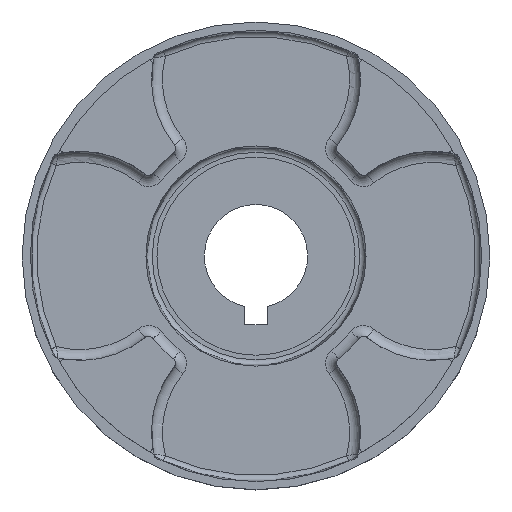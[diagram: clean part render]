
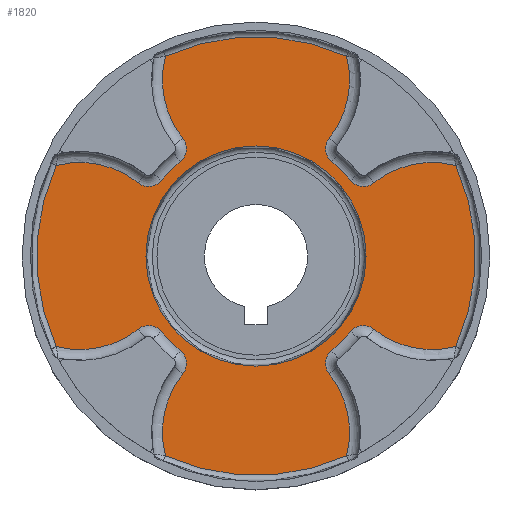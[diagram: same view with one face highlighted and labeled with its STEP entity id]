
A CAD part, top view. The second image highlights one B-rep face of the part: STEP entity #1820.
In plain terms, the highlighted planar face has unit normal (0, 0, 1).
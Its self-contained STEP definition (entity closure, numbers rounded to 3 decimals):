
#106=FACE_BOUND('',#375,.T.);
#128=PLANE('',#2097);
#260=FACE_OUTER_BOUND('',#374,.T.);
#374=EDGE_LOOP('',(#1620,#1621,#1622,#1623,#1624,#1625,#1626,#1627,#1628,
#1629,#1630,#1631,#1632,#1633,#1634,#1635,#1636,#1637,#1638,#1639,#1640,
#1641,#1642,#1643));
#375=EDGE_LOOP('',(#1644,#1645));
#595=CIRCLE('',#1982,39.843);
#598=CIRCLE('',#1986,17.);
#601=CIRCLE('',#1990,39.843);
#603=CIRCLE('',#1993,17.);
#606=CIRCLE('',#1997,39.843);
#608=CIRCLE('',#2000,17.);
#612=CIRCLE('',#2006,39.843);
#616=CIRCLE('',#2012,17.);
#620=CIRCLE('',#2018,17.);
#627=CIRCLE('',#2027,20.);
#628=CIRCLE('',#2028,20.);
#632=CIRCLE('',#2040,17.);
#634=CIRCLE('',#2043,17.);
#636=CIRCLE('',#2046,3.);
#639=CIRCLE('',#2050,22.);
#641=CIRCLE('',#2053,3.);
#644=CIRCLE('',#2057,3.);
#647=CIRCLE('',#2061,22.);
#649=CIRCLE('',#2064,3.);
#652=CIRCLE('',#2068,17.);
#654=CIRCLE('',#2071,3.);
#657=CIRCLE('',#2075,22.);
#659=CIRCLE('',#2078,3.);
#662=CIRCLE('',#2082,3.);
#665=CIRCLE('',#2086,22.);
#667=CIRCLE('',#2089,3.);
#801=VERTEX_POINT('',#3457);
#805=VERTEX_POINT('',#3524);
#806=VERTEX_POINT('',#3557);
#807=VERTEX_POINT('',#3566);
#808=VERTEX_POINT('',#3570);
#809=VERTEX_POINT('',#3603);
#810=VERTEX_POINT('',#3612);
#811=VERTEX_POINT('',#3616);
#812=VERTEX_POINT('',#3656);
#815=VERTEX_POINT('',#3716);
#819=VERTEX_POINT('',#3783);
#822=VERTEX_POINT('',#3850);
#825=VERTEX_POINT('',#3953);
#830=VERTEX_POINT('',#3967);
#831=VERTEX_POINT('',#3968);
#834=VERTEX_POINT('',#3988);
#835=VERTEX_POINT('',#3992);
#837=VERTEX_POINT('',#3997);
#839=VERTEX_POINT('',#4003);
#841=VERTEX_POINT('',#4012);
#843=VERTEX_POINT('',#4018);
#844=VERTEX_POINT('',#4026);
#846=VERTEX_POINT('',#4031);
#848=VERTEX_POINT('',#4037);
#850=VERTEX_POINT('',#4046);
#852=VERTEX_POINT('',#4052);
#1025=EDGE_CURVE('',#801,#805,#595,.T.);
#1029=EDGE_CURVE('',#806,#807,#598,.T.);
#1032=EDGE_CURVE('',#808,#806,#601,.T.);
#1035=EDGE_CURVE('',#809,#810,#603,.T.);
#1038=EDGE_CURVE('',#811,#809,#606,.T.);
#1041=EDGE_CURVE('',#812,#808,#608,.T.);
#1051=EDGE_CURVE('',#815,#819,#612,.T.);
#1059=EDGE_CURVE('',#805,#822,#616,.T.);
#1068=EDGE_CURVE('',#819,#825,#620,.T.);
#1075=EDGE_CURVE('',#830,#831,#627,.T.);
#1077=EDGE_CURVE('',#831,#830,#628,.T.);
#1085=EDGE_CURVE('',#834,#801,#632,.T.);
#1087=EDGE_CURVE('',#835,#815,#634,.T.);
#1089=EDGE_CURVE('',#837,#835,#636,.T.);
#1092=EDGE_CURVE('',#839,#837,#639,.T.);
#1094=EDGE_CURVE('',#822,#839,#641,.T.);
#1097=EDGE_CURVE('',#841,#834,#644,.T.);
#1100=EDGE_CURVE('',#843,#841,#647,.T.);
#1102=EDGE_CURVE('',#807,#843,#649,.T.);
#1105=EDGE_CURVE('',#844,#811,#652,.T.);
#1107=EDGE_CURVE('',#846,#844,#654,.T.);
#1110=EDGE_CURVE('',#848,#846,#657,.T.);
#1112=EDGE_CURVE('',#825,#848,#659,.T.);
#1115=EDGE_CURVE('',#850,#812,#662,.T.);
#1118=EDGE_CURVE('',#852,#850,#665,.T.);
#1120=EDGE_CURVE('',#810,#852,#667,.T.);
#1620=ORIENTED_EDGE('',*,*,#1087,.F.);
#1621=ORIENTED_EDGE('',*,*,#1089,.F.);
#1622=ORIENTED_EDGE('',*,*,#1092,.F.);
#1623=ORIENTED_EDGE('',*,*,#1094,.F.);
#1624=ORIENTED_EDGE('',*,*,#1059,.F.);
#1625=ORIENTED_EDGE('',*,*,#1025,.F.);
#1626=ORIENTED_EDGE('',*,*,#1085,.F.);
#1627=ORIENTED_EDGE('',*,*,#1097,.F.);
#1628=ORIENTED_EDGE('',*,*,#1100,.F.);
#1629=ORIENTED_EDGE('',*,*,#1102,.F.);
#1630=ORIENTED_EDGE('',*,*,#1029,.F.);
#1631=ORIENTED_EDGE('',*,*,#1032,.F.);
#1632=ORIENTED_EDGE('',*,*,#1041,.F.);
#1633=ORIENTED_EDGE('',*,*,#1115,.F.);
#1634=ORIENTED_EDGE('',*,*,#1118,.F.);
#1635=ORIENTED_EDGE('',*,*,#1120,.F.);
#1636=ORIENTED_EDGE('',*,*,#1035,.F.);
#1637=ORIENTED_EDGE('',*,*,#1038,.F.);
#1638=ORIENTED_EDGE('',*,*,#1105,.F.);
#1639=ORIENTED_EDGE('',*,*,#1107,.F.);
#1640=ORIENTED_EDGE('',*,*,#1110,.F.);
#1641=ORIENTED_EDGE('',*,*,#1112,.F.);
#1642=ORIENTED_EDGE('',*,*,#1068,.F.);
#1643=ORIENTED_EDGE('',*,*,#1051,.F.);
#1644=ORIENTED_EDGE('',*,*,#1075,.F.);
#1645=ORIENTED_EDGE('',*,*,#1077,.F.);
#1820=ADVANCED_FACE('',(#260,#106),#128,.T.);
#1982=AXIS2_PLACEMENT_3D('',#3525,#2433,#2434);
#1986=AXIS2_PLACEMENT_3D('',#3567,#2441,#2442);
#1990=AXIS2_PLACEMENT_3D('',#3572,#2449,#2450);
#1993=AXIS2_PLACEMENT_3D('',#3613,#2455,#2456);
#1997=AXIS2_PLACEMENT_3D('',#3618,#2463,#2464);
#2000=AXIS2_PLACEMENT_3D('',#3658,#2469,#2470);
#2006=AXIS2_PLACEMENT_3D('',#3784,#2481,#2482);
#2012=AXIS2_PLACEMENT_3D('',#3851,#2495,#2496);
#2018=AXIS2_PLACEMENT_3D('',#3954,#2509,#2510);
#2027=AXIS2_PLACEMENT_3D('',#3969,#2527,#2528);
#2028=AXIS2_PLACEMENT_3D('',#3971,#2530,#2531);
#2040=AXIS2_PLACEMENT_3D('',#3990,#2558,#2559);
#2043=AXIS2_PLACEMENT_3D('',#3994,#2564,#2565);
#2046=AXIS2_PLACEMENT_3D('',#3999,#2570,#2571);
#2050=AXIS2_PLACEMENT_3D('',#4005,#2578,#2579);
#2053=AXIS2_PLACEMENT_3D('',#4008,#2584,#2585);
#2057=AXIS2_PLACEMENT_3D('',#4014,#2592,#2593);
#2061=AXIS2_PLACEMENT_3D('',#4020,#2600,#2601);
#2064=AXIS2_PLACEMENT_3D('',#4023,#2606,#2607);
#2068=AXIS2_PLACEMENT_3D('',#4028,#2614,#2615);
#2071=AXIS2_PLACEMENT_3D('',#4033,#2620,#2621);
#2075=AXIS2_PLACEMENT_3D('',#4039,#2628,#2629);
#2078=AXIS2_PLACEMENT_3D('',#4042,#2634,#2635);
#2082=AXIS2_PLACEMENT_3D('',#4048,#2642,#2643);
#2086=AXIS2_PLACEMENT_3D('',#4054,#2650,#2651);
#2089=AXIS2_PLACEMENT_3D('',#4057,#2656,#2657);
#2097=AXIS2_PLACEMENT_3D('',#4069,#2676,#2677);
#2433=DIRECTION('center_axis',(0.,0.,-1.));
#2434=DIRECTION('ref_axis',(0.,-1.,0.));
#2441=DIRECTION('center_axis',(0.,0.,-1.));
#2442=DIRECTION('ref_axis',(-0.218,-0.976,0.));
#2449=DIRECTION('center_axis',(0.,0.,-1.));
#2450=DIRECTION('ref_axis',(1.,0.,0.));
#2455=DIRECTION('center_axis',(0.,0.,-1.));
#2456=DIRECTION('ref_axis',(0.976,-0.218,0.));
#2463=DIRECTION('center_axis',(0.,0.,-1.));
#2464=DIRECTION('ref_axis',(0.,1.,0.));
#2469=DIRECTION('center_axis',(0.,0.,-1.));
#2470=DIRECTION('ref_axis',(-0.218,0.976,0.));
#2481=DIRECTION('center_axis',(0.,0.,-1.));
#2482=DIRECTION('ref_axis',(-1.,0.,0.));
#2495=DIRECTION('center_axis',(0.,0.,-1.));
#2496=DIRECTION('ref_axis',(-0.976,0.218,0.));
#2509=DIRECTION('center_axis',(0.,0.,-1.));
#2510=DIRECTION('ref_axis',(0.218,0.976,0.));
#2527=DIRECTION('center_axis',(0.,0.,1.));
#2528=DIRECTION('ref_axis',(1.,0.,0.));
#2530=DIRECTION('center_axis',(0.,0.,1.));
#2531=DIRECTION('ref_axis',(1.,0.,0.));
#2558=DIRECTION('center_axis',(0.,0.,-1.));
#2559=DIRECTION('ref_axis',(0.976,0.218,0.));
#2564=DIRECTION('center_axis',(0.,0.,-1.));
#2565=DIRECTION('ref_axis',(0.218,-0.976,0.));
#2570=DIRECTION('center_axis',(0.,0.,1.));
#2571=DIRECTION('ref_axis',(0.111,0.994,0.));
#2578=DIRECTION('center_axis',(0.,0.,-1.));
#2579=DIRECTION('ref_axis',(-0.707,-0.707,0.));
#2584=DIRECTION('center_axis',(0.,0.,1.));
#2585=DIRECTION('ref_axis',(0.994,0.111,0.));
#2592=DIRECTION('center_axis',(0.,0.,1.));
#2593=DIRECTION('ref_axis',(-0.994,0.111,0.));
#2600=DIRECTION('center_axis',(0.,0.,-1.));
#2601=DIRECTION('ref_axis',(0.707,-0.707,0.));
#2606=DIRECTION('center_axis',(0.,0.,1.));
#2607=DIRECTION('ref_axis',(-0.111,0.994,0.));
#2614=DIRECTION('center_axis',(0.,0.,-1.));
#2615=DIRECTION('ref_axis',(-0.976,-0.218,0.));
#2620=DIRECTION('center_axis',(0.,0.,1.));
#2621=DIRECTION('ref_axis',(0.994,-0.111,0.));
#2628=DIRECTION('center_axis',(0.,0.,-1.));
#2629=DIRECTION('ref_axis',(-0.707,0.707,0.));
#2634=DIRECTION('center_axis',(0.,0.,1.));
#2635=DIRECTION('ref_axis',(0.111,-0.994,0.));
#2642=DIRECTION('center_axis',(0.,0.,1.));
#2643=DIRECTION('ref_axis',(-0.111,-0.994,0.));
#2650=DIRECTION('center_axis',(0.,0.,-1.));
#2651=DIRECTION('ref_axis',(0.707,0.707,0.));
#2656=DIRECTION('center_axis',(0.,0.,1.));
#2657=DIRECTION('ref_axis',(-0.994,-0.111,0.));
#2676=DIRECTION('center_axis',(0.,0.,1.));
#2677=DIRECTION('ref_axis',(1.,0.,0.));
#3457=CARTESIAN_POINT('',(16.45,-36.288,36.));
#3524=CARTESIAN_POINT('',(-16.45,-36.288,36.));
#3525=CARTESIAN_POINT('Origin',(0.,0.,36.));
#3557=CARTESIAN_POINT('',(36.288,-16.45,36.));
#3566=CARTESIAN_POINT('',(21.388,-13.281,36.));
#3567=CARTESIAN_POINT('Origin',(32.,0.,36.));
#3570=CARTESIAN_POINT('',(36.288,16.45,36.));
#3572=CARTESIAN_POINT('Origin',(0.,0.,36.));
#3603=CARTESIAN_POINT('',(16.45,36.288,36.));
#3612=CARTESIAN_POINT('',(13.281,21.388,36.));
#3613=CARTESIAN_POINT('Origin',(0.,32.,36.));
#3616=CARTESIAN_POINT('',(-16.45,36.288,36.));
#3618=CARTESIAN_POINT('Origin',(0.,0.,36.));
#3656=CARTESIAN_POINT('',(21.388,13.281,36.));
#3658=CARTESIAN_POINT('Origin',(32.,0.,36.));
#3716=CARTESIAN_POINT('',(-36.288,-16.45,36.));
#3783=CARTESIAN_POINT('',(-36.288,16.45,36.));
#3784=CARTESIAN_POINT('Origin',(0.,0.,36.));
#3850=CARTESIAN_POINT('',(-13.281,-21.388,36.));
#3851=CARTESIAN_POINT('Origin',(0.,-32.,36.));
#3953=CARTESIAN_POINT('',(-21.388,13.281,36.));
#3954=CARTESIAN_POINT('Origin',(-32.,0.,36.));
#3967=CARTESIAN_POINT('',(20.,0.,36.));
#3968=CARTESIAN_POINT('',(-20.,0.,36.));
#3969=CARTESIAN_POINT('Origin',(0.,0.,36.));
#3971=CARTESIAN_POINT('Origin',(0.,0.,36.));
#3988=CARTESIAN_POINT('',(13.281,-21.388,36.));
#3990=CARTESIAN_POINT('Origin',(0.,-32.,36.));
#3992=CARTESIAN_POINT('',(-21.388,-13.281,36.));
#3994=CARTESIAN_POINT('Origin',(-32.,0.,36.));
#3997=CARTESIAN_POINT('',(-17.174,-13.75,36.));
#3999=CARTESIAN_POINT('Origin',(-19.516,-15.625,36.));
#4003=CARTESIAN_POINT('',(-13.75,-17.174,36.));
#4005=CARTESIAN_POINT('Origin',(0.,0.,36.));
#4008=CARTESIAN_POINT('Origin',(-15.625,-19.516,36.));
#4012=CARTESIAN_POINT('',(13.75,-17.174,36.));
#4014=CARTESIAN_POINT('Origin',(15.625,-19.516,36.));
#4018=CARTESIAN_POINT('',(17.174,-13.75,36.));
#4020=CARTESIAN_POINT('Origin',(0.,0.,36.));
#4023=CARTESIAN_POINT('Origin',(19.516,-15.625,36.));
#4026=CARTESIAN_POINT('',(-13.281,21.388,36.));
#4028=CARTESIAN_POINT('Origin',(0.,32.,36.));
#4031=CARTESIAN_POINT('',(-13.75,17.174,36.));
#4033=CARTESIAN_POINT('Origin',(-15.625,19.516,36.));
#4037=CARTESIAN_POINT('',(-17.174,13.75,36.));
#4039=CARTESIAN_POINT('Origin',(0.,0.,36.));
#4042=CARTESIAN_POINT('Origin',(-19.516,15.625,36.));
#4046=CARTESIAN_POINT('',(17.174,13.75,36.));
#4048=CARTESIAN_POINT('Origin',(19.516,15.625,36.));
#4052=CARTESIAN_POINT('',(13.75,17.174,36.));
#4054=CARTESIAN_POINT('Origin',(0.,0.,36.));
#4057=CARTESIAN_POINT('Origin',(15.625,19.516,36.));
#4069=CARTESIAN_POINT('Origin',(20.,0.,36.));
